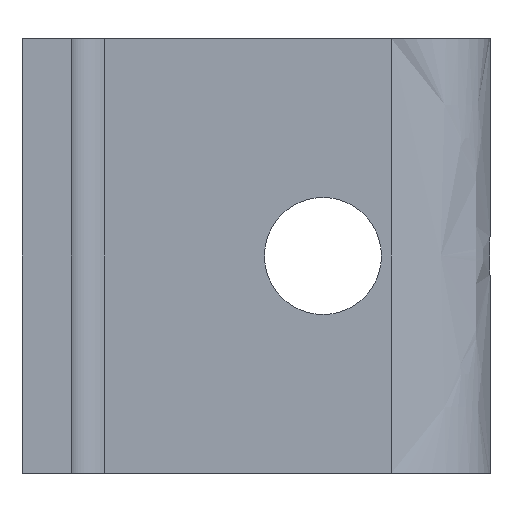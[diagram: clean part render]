
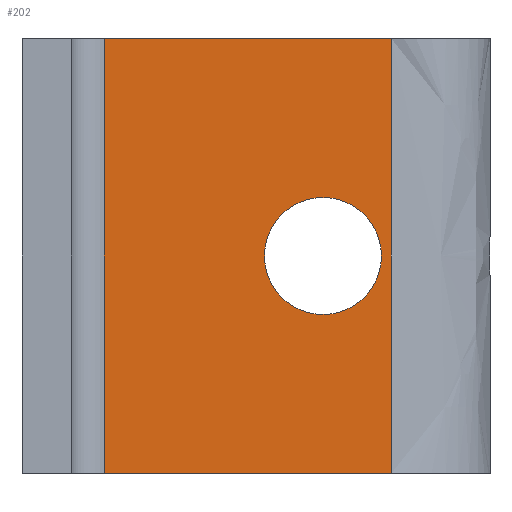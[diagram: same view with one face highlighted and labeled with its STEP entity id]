
A CAD part, left-side view. The second image highlights one B-rep face of the part: STEP entity #202.
In plain terms, the highlighted planar face has unit normal (-1, 0, 0).
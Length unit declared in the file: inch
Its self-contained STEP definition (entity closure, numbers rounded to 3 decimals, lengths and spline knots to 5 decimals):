
#130=EDGE_CURVE('',#358,#359,#360,.T.);
#172=EDGE_CURVE('',#359,#429,#430,.T.);
#202=ADVANCED_FACE('',(#480,#481),#482,.T.);
#224=EDGE_CURVE('',#373,#429,#514,.T.);
#254=EDGE_CURVE('',#358,#373,#557,.T.);
#358=VERTEX_POINT('',#673);
#359=VERTEX_POINT('',#674);
#360=LINE('',#675,#676);
#373=VERTEX_POINT('',#703);
#429=VERTEX_POINT('',#830);
#430=LINE('',#831,#832);
#480=FACE_BOUND('',#918,.T.);
#481=FACE_OUTER_BOUND('',#919,.T.);
#482=PLANE('',#920);
#514=LINE('',#990,#991);
#557=LINE('',#1070,#1071);
#673=CARTESIAN_POINT('',(1.21863,-1.3822,0.0));
#674=CARTESIAN_POINT('',(1.21863,-1.3822,1.625));
#675=CARTESIAN_POINT('',(1.21863,-1.3822,0.0));
#676=VECTOR('',#1331,1.0);
#703=CARTESIAN_POINT('',(1.21863,-0.30733,0.0));
#830=CARTESIAN_POINT('',(1.21863,-0.30733,1.625));
#831=CARTESIAN_POINT('',(1.21863,-1.3822,1.625));
#832=VECTOR('',#1415,1.0);
#918=EDGE_LOOP('',(#1466,#1467,#1468,#1469));
#919=EDGE_LOOP('',(#1470,#1471,#1472,#1473));
#920=AXIS2_PLACEMENT_3D('',#1474,#1475,#1476);
#990=CARTESIAN_POINT('',(1.21863,-0.30733,0.0));
#991=VECTOR('',#1511,1.0);
#1070=CARTESIAN_POINT('',(1.21863,-1.3822,0.0));
#1071=VECTOR('',#1598,1.0);
#1331=DIRECTION('',(0.0,0.0,1.0));
#1415=DIRECTION('',(0.0,1.0,0.0));
#1466=ORIENTED_EDGE('',*,*,#1764,.T.);
#1467=ORIENTED_EDGE('',*,*,#1769,.T.);
#1468=ORIENTED_EDGE('',*,*,#1745,.T.);
#1469=ORIENTED_EDGE('',*,*,#1770,.T.);
#1470=ORIENTED_EDGE('',*,*,#172,.T.);
#1471=ORIENTED_EDGE('',*,*,#224,.F.);
#1472=ORIENTED_EDGE('',*,*,#254,.F.);
#1473=ORIENTED_EDGE('',*,*,#130,.T.);
#1474=CARTESIAN_POINT('',(1.21863,-0.84476,0.0));
#1475=DIRECTION('',(-1.0,-0.0,0.0));
#1476=DIRECTION('',(0.0,-1.0,-0.0));
#1511=DIRECTION('',(0.0,0.0,1.0));
#1598=DIRECTION('',(0.0,1.0,0.0));
#1745=EDGE_CURVE('',#1867,#1868,#1869,.T.);
#1764=EDGE_CURVE('',#1897,#1898,#1899,.T.);
#1769=EDGE_CURVE('',#1898,#1867,#1906,.T.);
#1770=EDGE_CURVE('',#1868,#1897,#1907,.T.);
#1867=VERTEX_POINT('',#2051);
#1868=VERTEX_POINT('',#2052);
#1869=B_SPLINE_CURVE_WITH_KNOTS('',3,(#2053,#2054,#2055,#2056),.UNSPECIFIED.,.F.,.F.,(4,4),(0.0,1.0),.UNSPECIFIED.);
#1897=VERTEX_POINT('',#2117);
#1898=VERTEX_POINT('',#2118);
#1899=B_SPLINE_CURVE_WITH_KNOTS('',3,(#2119,#2120,#2121,#2122),.UNSPECIFIED.,.F.,.F.,(4,4),(0.0,1.0),.UNSPECIFIED.);
#1906=B_SPLINE_CURVE_WITH_KNOTS('',3,(#2134,#2135,#2136,#2137),.UNSPECIFIED.,.F.,.F.,(4,4),(0.0,1.0),.UNSPECIFIED.);
#1907=B_SPLINE_CURVE_WITH_KNOTS('',3,(#2138,#2139,#2140,#2141),.UNSPECIFIED.,.F.,.F.,(4,4),(0.0,1.0),.UNSPECIFIED.);
#2051=CARTESIAN_POINT('',(1.21863,-1.12594,0.59375));
#2052=CARTESIAN_POINT('',(1.21863,-0.90719,0.8125));
#2053=CARTESIAN_POINT('',(1.21863,-1.12594,0.59375));
#2054=CARTESIAN_POINT('',(1.21863,-1.00513,0.59375));
#2055=CARTESIAN_POINT('',(1.21863,-0.90719,0.69169));
#2056=CARTESIAN_POINT('',(1.21863,-0.90719,0.8125));
#2117=CARTESIAN_POINT('',(1.21863,-1.12594,1.03125));
#2118=CARTESIAN_POINT('',(1.21863,-1.34469,0.8125));
#2119=CARTESIAN_POINT('',(1.21863,-1.12594,1.03125));
#2120=CARTESIAN_POINT('',(1.21863,-1.24675,1.03125));
#2121=CARTESIAN_POINT('',(1.21863,-1.34469,0.93331));
#2122=CARTESIAN_POINT('',(1.21863,-1.34469,0.8125));
#2134=CARTESIAN_POINT('',(1.21863,-1.34469,0.8125));
#2135=CARTESIAN_POINT('',(1.21863,-1.34469,0.69169));
#2136=CARTESIAN_POINT('',(1.21863,-1.24675,0.59375));
#2137=CARTESIAN_POINT('',(1.21863,-1.12594,0.59375));
#2138=CARTESIAN_POINT('',(1.21863,-0.90719,0.8125));
#2139=CARTESIAN_POINT('',(1.21863,-0.90719,0.93331));
#2140=CARTESIAN_POINT('',(1.21863,-1.00513,1.03125));
#2141=CARTESIAN_POINT('',(1.21863,-1.12594,1.03125));
